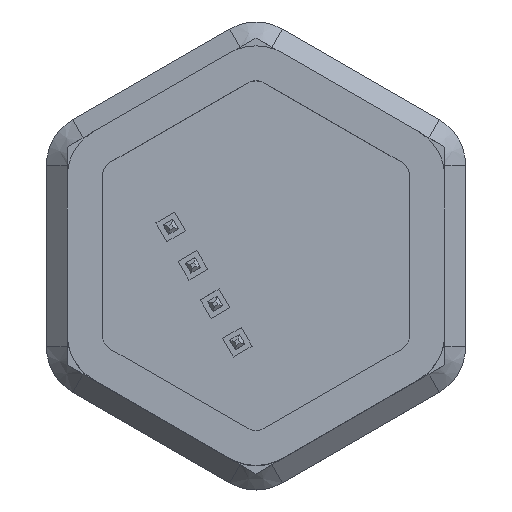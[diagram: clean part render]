
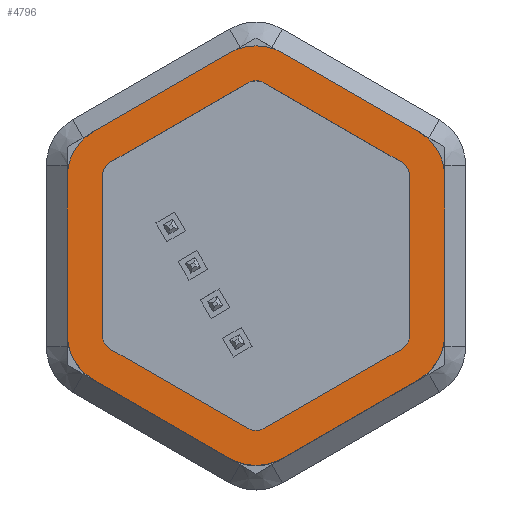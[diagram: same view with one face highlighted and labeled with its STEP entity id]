
A CAD part, top view. The second image highlights one B-rep face of the part: STEP entity #4796.
In plain terms, the highlighted planar face has unit normal (0, 0, 1).
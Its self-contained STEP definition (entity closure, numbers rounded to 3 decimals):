
#182=FACE_BOUND('',#704,.T.);
#192=CIRCLE('',#5061,1.);
#194=CIRCLE('',#5065,1.);
#196=CIRCLE('',#5069,1.);
#198=CIRCLE('',#5073,1.);
#200=CIRCLE('',#5077,1.);
#202=CIRCLE('',#5081,1.);
#209=CIRCLE('',#5107,3.);
#210=CIRCLE('',#5108,3.);
#211=CIRCLE('',#5109,3.);
#212=CIRCLE('',#5110,3.);
#213=CIRCLE('',#5111,3.);
#214=CIRCLE('',#5112,3.);
#418=FACE_OUTER_BOUND('',#703,.T.);
#703=EDGE_LOOP('',(#3909,#3910,#3911,#3912,#3913,#3914,#3915,#3916,#3917,
#3918,#3919,#3920));
#704=EDGE_LOOP('',(#3921,#3922,#3923,#3924,#3925,#3926,#3927,#3928,#3929,
#3930,#3931,#3932));
#1157=LINE('',#7236,#1737);
#1161=LINE('',#7248,#1741);
#1165=LINE('',#7260,#1745);
#1169=LINE('',#7272,#1749);
#1173=LINE('',#7284,#1753);
#1177=LINE('',#7296,#1757);
#1217=LINE('',#7394,#1797);
#1218=LINE('',#7398,#1798);
#1219=LINE('',#7402,#1799);
#1220=LINE('',#7406,#1800);
#1221=LINE('',#7410,#1801);
#1222=LINE('',#7414,#1802);
#1737=VECTOR('',#5892,10.);
#1741=VECTOR('',#5904,10.);
#1745=VECTOR('',#5916,10.);
#1749=VECTOR('',#5928,10.);
#1753=VECTOR('',#5940,10.);
#1757=VECTOR('',#5952,10.);
#1797=VECTOR('',#6048,10.);
#1798=VECTOR('',#6051,10.);
#1799=VECTOR('',#6054,10.);
#1800=VECTOR('',#6057,10.);
#1801=VECTOR('',#6060,10.);
#1802=VECTOR('',#6063,10.);
#2201=VERTEX_POINT('',#7233);
#2202=VERTEX_POINT('',#7235);
#2204=VERTEX_POINT('',#7241);
#2206=VERTEX_POINT('',#7247);
#2208=VERTEX_POINT('',#7253);
#2210=VERTEX_POINT('',#7259);
#2212=VERTEX_POINT('',#7265);
#2214=VERTEX_POINT('',#7271);
#2216=VERTEX_POINT('',#7277);
#2218=VERTEX_POINT('',#7283);
#2220=VERTEX_POINT('',#7289);
#2222=VERTEX_POINT('',#7295);
#2251=VERTEX_POINT('',#7392);
#2252=VERTEX_POINT('',#7393);
#2253=VERTEX_POINT('',#7395);
#2254=VERTEX_POINT('',#7397);
#2255=VERTEX_POINT('',#7399);
#2256=VERTEX_POINT('',#7401);
#2257=VERTEX_POINT('',#7403);
#2258=VERTEX_POINT('',#7405);
#2259=VERTEX_POINT('',#7407);
#2260=VERTEX_POINT('',#7409);
#2261=VERTEX_POINT('',#7411);
#2262=VERTEX_POINT('',#7413);
#2745=EDGE_CURVE('',#2202,#2201,#1157,.T.);
#2748=EDGE_CURVE('',#2204,#2202,#192,.T.);
#2751=EDGE_CURVE('',#2206,#2204,#1161,.T.);
#2754=EDGE_CURVE('',#2208,#2206,#194,.T.);
#2757=EDGE_CURVE('',#2210,#2208,#1165,.T.);
#2760=EDGE_CURVE('',#2212,#2210,#196,.T.);
#2763=EDGE_CURVE('',#2214,#2212,#1169,.T.);
#2766=EDGE_CURVE('',#2216,#2214,#198,.T.);
#2769=EDGE_CURVE('',#2218,#2216,#1173,.T.);
#2772=EDGE_CURVE('',#2220,#2218,#200,.T.);
#2775=EDGE_CURVE('',#2222,#2220,#1177,.T.);
#2778=EDGE_CURVE('',#2201,#2222,#202,.T.);
#2823=EDGE_CURVE('',#2251,#2252,#1217,.T.);
#2824=EDGE_CURVE('',#2253,#2252,#209,.T.);
#2825=EDGE_CURVE('',#2254,#2253,#1218,.T.);
#2826=EDGE_CURVE('',#2255,#2254,#210,.T.);
#2827=EDGE_CURVE('',#2256,#2255,#1219,.T.);
#2828=EDGE_CURVE('',#2257,#2256,#211,.T.);
#2829=EDGE_CURVE('',#2257,#2258,#1220,.T.);
#2830=EDGE_CURVE('',#2259,#2258,#212,.T.);
#2831=EDGE_CURVE('',#2260,#2259,#1221,.T.);
#2832=EDGE_CURVE('',#2261,#2260,#213,.T.);
#2833=EDGE_CURVE('',#2262,#2261,#1222,.T.);
#2834=EDGE_CURVE('',#2251,#2262,#214,.T.);
#3909=ORIENTED_EDGE('',*,*,#2823,.T.);
#3910=ORIENTED_EDGE('',*,*,#2824,.F.);
#3911=ORIENTED_EDGE('',*,*,#2825,.F.);
#3912=ORIENTED_EDGE('',*,*,#2826,.F.);
#3913=ORIENTED_EDGE('',*,*,#2827,.F.);
#3914=ORIENTED_EDGE('',*,*,#2828,.F.);
#3915=ORIENTED_EDGE('',*,*,#2829,.T.);
#3916=ORIENTED_EDGE('',*,*,#2830,.F.);
#3917=ORIENTED_EDGE('',*,*,#2831,.F.);
#3918=ORIENTED_EDGE('',*,*,#2832,.F.);
#3919=ORIENTED_EDGE('',*,*,#2833,.F.);
#3920=ORIENTED_EDGE('',*,*,#2834,.F.);
#3921=ORIENTED_EDGE('',*,*,#2745,.T.);
#3922=ORIENTED_EDGE('',*,*,#2778,.T.);
#3923=ORIENTED_EDGE('',*,*,#2775,.T.);
#3924=ORIENTED_EDGE('',*,*,#2772,.T.);
#3925=ORIENTED_EDGE('',*,*,#2769,.T.);
#3926=ORIENTED_EDGE('',*,*,#2766,.T.);
#3927=ORIENTED_EDGE('',*,*,#2763,.T.);
#3928=ORIENTED_EDGE('',*,*,#2760,.T.);
#3929=ORIENTED_EDGE('',*,*,#2757,.T.);
#3930=ORIENTED_EDGE('',*,*,#2754,.T.);
#3931=ORIENTED_EDGE('',*,*,#2751,.T.);
#3932=ORIENTED_EDGE('',*,*,#2748,.T.);
#4564=PLANE('',#5106);
#4796=ADVANCED_FACE('',(#418,#182),#4564,.F.);
#5061=AXIS2_PLACEMENT_3D('',#7242,#5898,#5899);
#5065=AXIS2_PLACEMENT_3D('',#7254,#5910,#5911);
#5069=AXIS2_PLACEMENT_3D('',#7266,#5922,#5923);
#5073=AXIS2_PLACEMENT_3D('',#7278,#5934,#5935);
#5077=AXIS2_PLACEMENT_3D('',#7290,#5946,#5947);
#5081=AXIS2_PLACEMENT_3D('',#7300,#5958,#5959);
#5106=AXIS2_PLACEMENT_3D('',#7391,#6046,#6047);
#5107=AXIS2_PLACEMENT_3D('',#7396,#6049,#6050);
#5108=AXIS2_PLACEMENT_3D('',#7400,#6052,#6053);
#5109=AXIS2_PLACEMENT_3D('',#7404,#6055,#6056);
#5110=AXIS2_PLACEMENT_3D('',#7408,#6058,#6059);
#5111=AXIS2_PLACEMENT_3D('',#7412,#6061,#6062);
#5112=AXIS2_PLACEMENT_3D('',#7415,#6064,#6065);
#5892=DIRECTION('',(0.,-1.,0.));
#5898=DIRECTION('center_axis',(0.,0.,-1.));
#5899=DIRECTION('ref_axis',(1.,0.,0.));
#5904=DIRECTION('',(0.866,-0.5,0.));
#5910=DIRECTION('center_axis',(0.,0.,-1.));
#5911=DIRECTION('ref_axis',(0.5,0.866,0.));
#5916=DIRECTION('',(0.866,0.5,0.));
#5922=DIRECTION('center_axis',(0.,0.,-1.));
#5923=DIRECTION('ref_axis',(-0.5,0.866,0.));
#5928=DIRECTION('',(0.,1.,0.));
#5934=DIRECTION('center_axis',(0.,0.,-1.));
#5935=DIRECTION('ref_axis',(-1.,0.,0.));
#5940=DIRECTION('',(-0.866,0.5,0.));
#5946=DIRECTION('center_axis',(0.,0.,-1.));
#5947=DIRECTION('ref_axis',(-0.5,-0.866,0.));
#5952=DIRECTION('',(-0.866,-0.5,0.));
#5958=DIRECTION('center_axis',(0.,0.,-1.));
#5959=DIRECTION('ref_axis',(0.5,-0.866,0.));
#6046=DIRECTION('center_axis',(0.,0.,-1.));
#6047=DIRECTION('ref_axis',(1.,0.,0.));
#6048=DIRECTION('',(0.,1.,0.));
#6049=DIRECTION('center_axis',(0.,0.,-1.));
#6050=DIRECTION('ref_axis',(1.,0.,0.));
#6051=DIRECTION('',(0.866,-0.5,0.));
#6052=DIRECTION('center_axis',(0.,0.,-1.));
#6053=DIRECTION('ref_axis',(0.5,0.866,0.));
#6054=DIRECTION('',(0.866,0.5,0.));
#6055=DIRECTION('center_axis',(0.,0.,-1.));
#6056=DIRECTION('ref_axis',(-0.5,0.866,0.));
#6057=DIRECTION('',(0.,-1.,0.));
#6058=DIRECTION('center_axis',(0.,0.,-1.));
#6059=DIRECTION('ref_axis',(-1.,0.,0.));
#6060=DIRECTION('',(-0.866,0.5,0.));
#6061=DIRECTION('center_axis',(0.,0.,-1.));
#6062=DIRECTION('ref_axis',(-0.5,-0.866,0.));
#6063=DIRECTION('',(-0.866,-0.5,0.));
#6064=DIRECTION('center_axis',(0.,0.,-1.));
#6065=DIRECTION('ref_axis',(0.5,-0.866,0.));
#7233=CARTESIAN_POINT('',(8.8,-4.503,13.4));
#7235=CARTESIAN_POINT('',(8.8,4.503,13.4));
#7236=CARTESIAN_POINT('',(8.8,2.252,13.4));
#7241=CARTESIAN_POINT('',(8.3,5.369,13.4));
#7242=CARTESIAN_POINT('Origin',(7.8,4.503,13.4));
#7247=CARTESIAN_POINT('',(0.5,9.873,13.4));
#7248=CARTESIAN_POINT('',(2.45,8.747,13.4));
#7253=CARTESIAN_POINT('',(-0.5,9.873,13.4));
#7254=CARTESIAN_POINT('Origin',(0.,9.007,13.4));
#7259=CARTESIAN_POINT('',(-8.3,5.369,13.4));
#7260=CARTESIAN_POINT('',(-6.35,6.495,13.4));
#7265=CARTESIAN_POINT('',(-8.8,4.503,13.4));
#7266=CARTESIAN_POINT('Origin',(-7.8,4.503,13.4));
#7271=CARTESIAN_POINT('',(-8.8,-4.503,13.4));
#7272=CARTESIAN_POINT('',(-8.8,-2.252,13.4));
#7277=CARTESIAN_POINT('',(-8.3,-5.369,13.4));
#7278=CARTESIAN_POINT('Origin',(-7.8,-4.503,13.4));
#7283=CARTESIAN_POINT('',(-0.5,-9.873,13.4));
#7284=CARTESIAN_POINT('',(-2.45,-8.747,13.4));
#7289=CARTESIAN_POINT('',(0.5,-9.873,13.4));
#7290=CARTESIAN_POINT('Origin',(0.,-9.007,13.4));
#7295=CARTESIAN_POINT('',(8.3,-5.369,13.4));
#7296=CARTESIAN_POINT('',(6.35,-6.495,13.4));
#7300=CARTESIAN_POINT('Origin',(7.8,-4.503,13.4));
#7391=CARTESIAN_POINT('Origin',(0.,0.,
13.4));
#7392=CARTESIAN_POINT('',(10.8,-4.503,13.4));
#7393=CARTESIAN_POINT('',(10.8,4.503,13.4));
#7394=CARTESIAN_POINT('',(10.8,-3.118,13.4));
#7395=CARTESIAN_POINT('',(9.3,7.101,13.4));
#7396=CARTESIAN_POINT('Origin',(7.8,4.503,13.4));
#7397=CARTESIAN_POINT('',(1.5,11.605,13.4));
#7398=CARTESIAN_POINT('',(8.1,7.794,13.4));
#7399=CARTESIAN_POINT('',(-1.5,11.605,13.4));
#7400=CARTESIAN_POINT('Origin',(0.,9.007,13.4));
#7401=CARTESIAN_POINT('',(-9.3,7.101,13.4));
#7402=CARTESIAN_POINT('',(-2.7,10.912,13.4));
#7403=CARTESIAN_POINT('',(-10.8,4.503,13.4));
#7404=CARTESIAN_POINT('Origin',(-7.8,4.503,13.4));
#7405=CARTESIAN_POINT('',(-10.8,-4.503,13.4));
#7406=CARTESIAN_POINT('',(-10.8,3.118,13.4));
#7407=CARTESIAN_POINT('',(-9.3,-7.101,13.4));
#7408=CARTESIAN_POINT('Origin',(-7.8,-4.503,13.4));
#7409=CARTESIAN_POINT('',(-1.5,-11.605,13.4));
#7410=CARTESIAN_POINT('',(-8.1,-7.794,13.4));
#7411=CARTESIAN_POINT('',(1.5,-11.605,13.4));
#7412=CARTESIAN_POINT('Origin',(0.,-9.007,13.4));
#7413=CARTESIAN_POINT('',(9.3,-7.101,13.4));
#7414=CARTESIAN_POINT('',(2.7,-10.912,13.4));
#7415=CARTESIAN_POINT('Origin',(7.8,-4.503,13.4));
